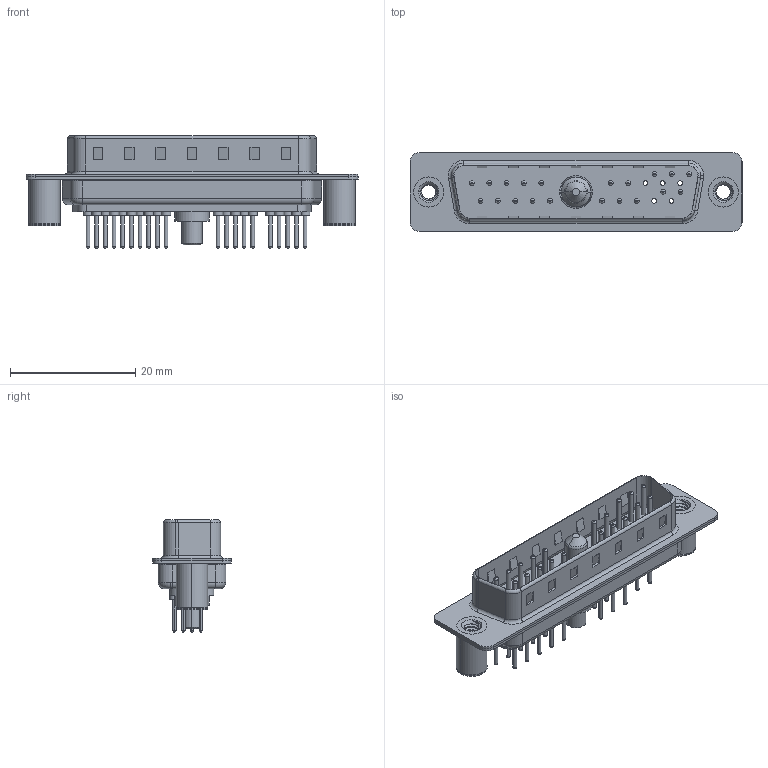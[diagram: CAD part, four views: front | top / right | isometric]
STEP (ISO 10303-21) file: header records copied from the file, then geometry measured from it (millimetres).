
FILE_DESCRIPTION (( 'STEP AP203' ), '1' );
FILE_NAME ('627-21W1624-3T3.STEP', '2019-05-28T02:00:52', ( '' ), ( '' ), 'SwSTEP 2.0', 'SolidWorks 2016', '' );
FILE_SCHEMA (( 'CONFIG_CONTROL_DESIGN' ));
Length unit declared in the file: millimetre
Products named in the file (8): 627-21W1624-3T3; 627Combo Threaded Board Spacer_3; 627Combo Contact Row 1_24; 627Combo Housing_21W1; 627Combo Contact Row 2_24; 627Combo Shell Front_25 Contacts; 627Combo Shell Rear_25 Contacts; Power Pin_30A S
Assembly tree (26 placements, depth 2):
  627-21W1624-3T3
    627Combo Housing_21W1
    627Combo Shell Rear_25 Contacts
    627Combo Shell Front_25 Contacts
    627Combo Threaded Board Spacer_3  x2
    Power Pin_30A S
    627Combo Contact Row 1_24  x10
    627Combo Contact Row 2_24  x10
Bounding box: 53 x 12.6 x 17.9 mm (x, y, z)
Volume: 2917.3 mm3; surface area: 7090.5 mm2
Topology: 27 solids, 27 shells, 1190 faces, 2606 edges, 1584 vertices
Faces by surface type: cylinder 460, torus 376, plane 321, cone 25, bspline 8
Entity records: 21170 total; most frequent: CARTESIAN_POINT 4829, DIRECTION 3376, ORIENTED_EDGE 2946, EDGE_CURVE 1473, AXIS2_PLACEMENT_3D 1328, VERTEX_POINT 931, EDGE_LOOP 762, VECTOR 720
